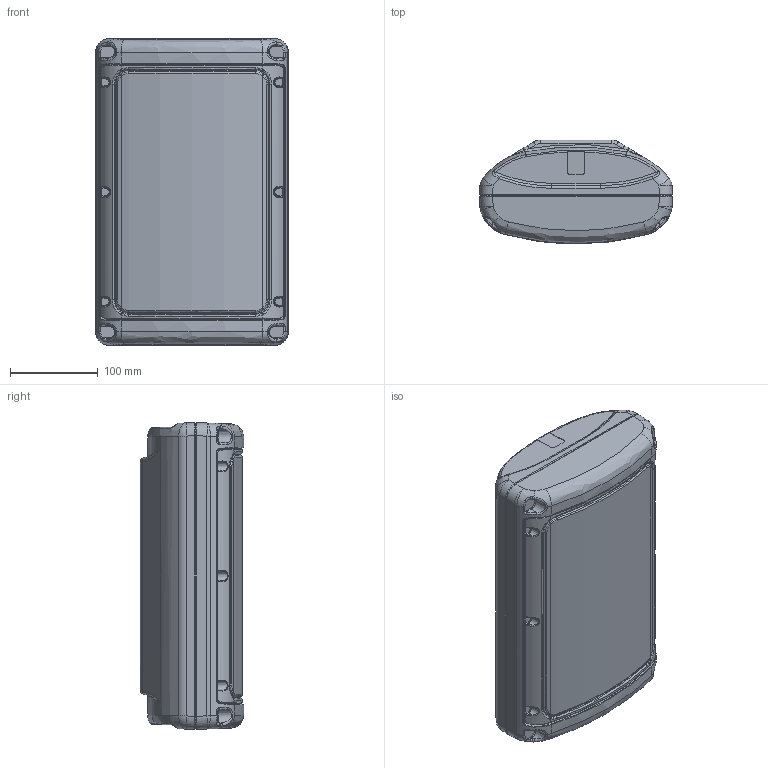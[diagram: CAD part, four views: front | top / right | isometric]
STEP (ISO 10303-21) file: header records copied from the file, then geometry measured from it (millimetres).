
FILE_DESCRIPTION((''),'2;1');
FILE_NAME('001','2020-06-22T14:23:50',('VERDEST'),(''),'CREO PARAMETRIC BY PTC INC, 2019080','CREO PARAMETRIC BY PTC INC, 2019080','');
FILE_SCHEMA(('CONFIG_CONTROL_DESIGN'));
Length unit declared in the file: inch
Products named in the file (1): 001
Bounding box: 219.93 x 118 x 349.93 mm (x, y, z)
Surface area: 237229.2 mm2 (no closed solid volume)
Topology: 0 solids, 3 shells, 380 faces, 1020 edges, 618 vertices
Faces by surface type: bspline 188, cylinder 93, plane 67, cone 12, torus 12, sphere 8
Entity records: 22208 total; most frequent: CARTESIAN_POINT 14406, ORIENTED_EDGE 1808, DIRECTION 1196, EDGE_CURVE 1020, VERTEX_POINT 618, B_SPLINE_CURVE_WITH_KNOTS 486, AXIS2_PLACEMENT_3D 470, EDGE_LOOP 380
